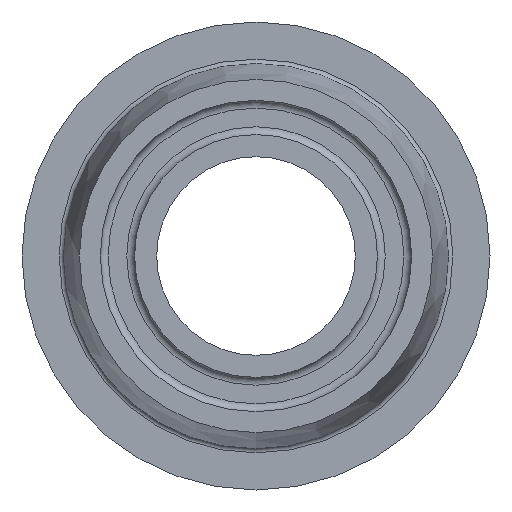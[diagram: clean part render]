
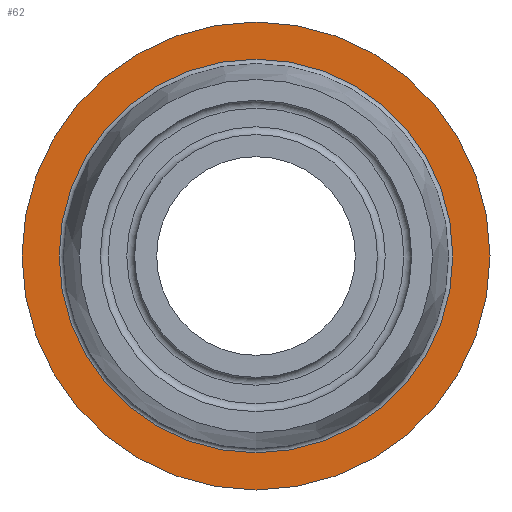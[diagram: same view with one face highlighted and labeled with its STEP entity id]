
A CAD part, left-side view. The second image highlights one B-rep face of the part: STEP entity #62.
In plain terms, the highlighted planar face has unit normal (-1, 0, 0).
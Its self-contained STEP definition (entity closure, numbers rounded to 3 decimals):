
#62 = ADVANCED_FACE( '', ( #131, #132 ), #133, .T. );
#131 = FACE_BOUND( '', #194, .T. );
#132 = FACE_OUTER_BOUND( '', #195, .T. );
#133 = PLANE( '', #196 );
#194 = EDGE_LOOP( '', ( #275 ) );
#195 = EDGE_LOOP( '', ( #276 ) );
#196 = AXIS2_PLACEMENT_3D( '', #277, #278, #279 );
#275 = ORIENTED_EDGE( '', *, *, #304, .T. );
#276 = ORIENTED_EDGE( '', *, *, #287, .F. );
#277 = CARTESIAN_POINT( '', ( 89., 106., 0. ) );
#278 = DIRECTION( '', ( -1., 0., 0. ) );
#279 = DIRECTION( '', ( 0., 0., 1. ) );
#287 = EDGE_CURVE( '', #315, #315, #316, .T. );
#304 = EDGE_CURVE( '', #342, #342, #343, .T. );
#315 = VERTEX_POINT( '', #357 );
#316 = CIRCLE( '', #358, 106. );
#342 = VERTEX_POINT( '', #384 );
#343 = CIRCLE( '', #385, 89.16 );
#357 = CARTESIAN_POINT( '', ( 89., 0., -106. ) );
#358 = AXIS2_PLACEMENT_3D( '', #398, #399, #400 );
#384 = CARTESIAN_POINT( '', ( 89., 0., -89.16 ) );
#385 = AXIS2_PLACEMENT_3D( '', #428, #429, #430 );
#398 = CARTESIAN_POINT( '', ( 89., 0., 0. ) );
#399 = DIRECTION( '', ( 1., 0., 0. ) );
#400 = DIRECTION( '', ( 0., 0., -1. ) );
#428 = CARTESIAN_POINT( '', ( 89., 0., 0. ) );
#429 = DIRECTION( '', ( 1., 0., 0. ) );
#430 = DIRECTION( '', ( 0., 0., -1. ) );
